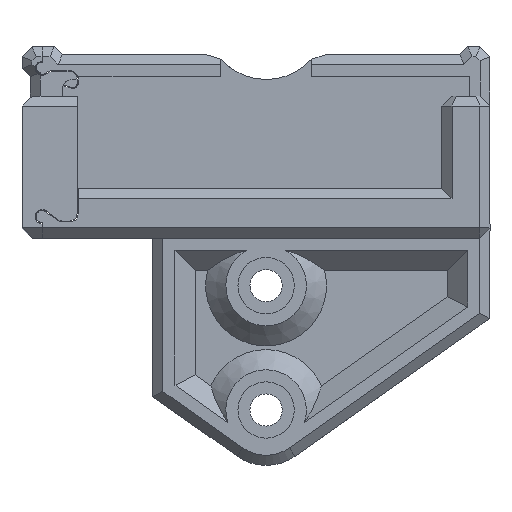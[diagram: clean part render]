
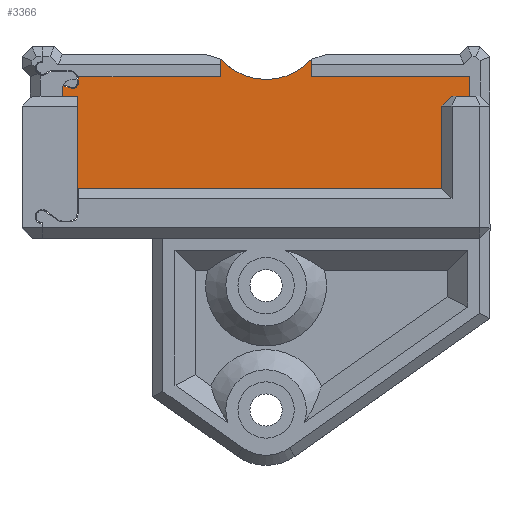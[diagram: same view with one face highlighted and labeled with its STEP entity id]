
A CAD part, top view. The second image highlights one B-rep face of the part: STEP entity #3366.
In plain terms, the highlighted planar face has unit normal (0, 0, 1).
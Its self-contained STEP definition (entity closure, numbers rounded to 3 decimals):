
#113=PLANE('',#3607);
#283=FACE_OUTER_BOUND('',#468,.T.);
#468=EDGE_LOOP('',(#2739,#2740,#2741,#2742,#2743,#2744,#2745,#2746,#2747,
#2748,#2749,#2750,#2751,#2752,#2753,#2754,#2755));
#751=LINE('',#5100,#1165);
#777=LINE('',#5168,#1191);
#782=LINE('',#5179,#1196);
#794=LINE('',#5202,#1208);
#796=LINE('',#5205,#1210);
#797=LINE('',#5206,#1211);
#798=LINE('',#5210,#1212);
#799=LINE('',#5212,#1213);
#800=LINE('',#5214,#1214);
#801=LINE('',#5218,#1215);
#802=LINE('',#5220,#1216);
#803=LINE('',#5221,#1217);
#804=LINE('',#5222,#1218);
#1165=VECTOR('',#4137,10.);
#1191=VECTOR('',#4191,10.);
#1196=VECTOR('',#4198,10.);
#1208=VECTOR('',#4214,10.);
#1210=VECTOR('',#4218,10.);
#1211=VECTOR('',#4219,10.);
#1212=VECTOR('',#4222,10.);
#1213=VECTOR('',#4223,10.);
#1214=VECTOR('',#4224,10.);
#1215=VECTOR('',#4227,10.);
#1216=VECTOR('',#4228,10.);
#1217=VECTOR('',#4229,10.);
#1218=VECTOR('',#4230,10.);
#1431=CIRCLE('',#3586,0.8);
#1436=CIRCLE('',#3600,6.);
#1438=CIRCLE('',#3608,0.5);
#1439=CIRCLE('',#3609,0.5);
#1605=VERTEX_POINT('',#5086);
#1606=VERTEX_POINT('',#5087);
#1610=VERTEX_POINT('',#5098);
#1633=VERTEX_POINT('',#5155);
#1634=VERTEX_POINT('',#5157);
#1636=VERTEX_POINT('',#5164);
#1638=VERTEX_POINT('',#5167);
#1641=VERTEX_POINT('',#5175);
#1643=VERTEX_POINT('',#5178);
#1652=VERTEX_POINT('',#5201);
#1653=VERTEX_POINT('',#5207);
#1654=VERTEX_POINT('',#5209);
#1655=VERTEX_POINT('',#5211);
#1656=VERTEX_POINT('',#5213);
#1657=VERTEX_POINT('',#5215);
#1658=VERTEX_POINT('',#5217);
#1659=VERTEX_POINT('',#5219);
#1989=EDGE_CURVE('',#1605,#1606,#1431,.F.);
#1996=EDGE_CURVE('',#1606,#1610,#751,.T.);
#2023=EDGE_CURVE('',#1633,#1634,#1436,.T.);
#2028=EDGE_CURVE('',#1636,#1638,#777,.T.);
#2033=EDGE_CURVE('',#1641,#1643,#782,.T.);
#2045=EDGE_CURVE('',#1638,#1652,#794,.T.);
#2047=EDGE_CURVE('',#1643,#1633,#796,.T.);
#2048=EDGE_CURVE('',#1605,#1641,#797,.T.);
#2049=EDGE_CURVE('',#1610,#1653,#1438,.T.);
#2050=EDGE_CURVE('',#1653,#1654,#798,.T.);
#2051=EDGE_CURVE('',#1655,#1654,#799,.T.);
#2052=EDGE_CURVE('',#1655,#1656,#800,.T.);
#2053=EDGE_CURVE('',#1656,#1657,#1439,.T.);
#2054=EDGE_CURVE('',#1657,#1658,#801,.T.);
#2055=EDGE_CURVE('',#1659,#1658,#802,.F.);
#2056=EDGE_CURVE('',#1652,#1659,#803,.T.);
#2057=EDGE_CURVE('',#1634,#1636,#804,.T.);
#2739=ORIENTED_EDGE('',*,*,#2023,.F.);
#2740=ORIENTED_EDGE('',*,*,#2047,.F.);
#2741=ORIENTED_EDGE('',*,*,#2033,.F.);
#2742=ORIENTED_EDGE('',*,*,#2048,.F.);
#2743=ORIENTED_EDGE('',*,*,#1989,.T.);
#2744=ORIENTED_EDGE('',*,*,#1996,.T.);
#2745=ORIENTED_EDGE('',*,*,#2049,.T.);
#2746=ORIENTED_EDGE('',*,*,#2050,.T.);
#2747=ORIENTED_EDGE('',*,*,#2051,.F.);
#2748=ORIENTED_EDGE('',*,*,#2052,.T.);
#2749=ORIENTED_EDGE('',*,*,#2053,.T.);
#2750=ORIENTED_EDGE('',*,*,#2054,.T.);
#2751=ORIENTED_EDGE('',*,*,#2055,.F.);
#2752=ORIENTED_EDGE('',*,*,#2056,.F.);
#2753=ORIENTED_EDGE('',*,*,#2045,.F.);
#2754=ORIENTED_EDGE('',*,*,#2028,.F.);
#2755=ORIENTED_EDGE('',*,*,#2057,.F.);
#3366=ADVANCED_FACE('',(#283),#113,.T.);
#3586=AXIS2_PLACEMENT_3D('',#5088,#4125,#4126);
#3600=AXIS2_PLACEMENT_3D('',#5158,#4181,#4182);
#3607=AXIS2_PLACEMENT_3D('',#5204,#4216,#4217);
#3608=AXIS2_PLACEMENT_3D('',#5208,#4220,#4221);
#3609=AXIS2_PLACEMENT_3D('',#5216,#4225,#4226);
#4125=DIRECTION('center_axis',(0.,0.,
1.));
#4126=DIRECTION('ref_axis',(0.707,0.707,0.));
#4137=DIRECTION('',(0.,-1.,0.));
#4181=DIRECTION('center_axis',(0.,0.,
1.));
#4182=DIRECTION('ref_axis',(-1.,0.,0.));
#4191=DIRECTION('',(0.,-1.,0.));
#4198=DIRECTION('',(0.,1.,0.));
#4214=DIRECTION('',(1.,0.,0.));
#4216=DIRECTION('center_axis',(0.,0.,
1.));
#4217=DIRECTION('ref_axis',(1.,0.,0.));
#4218=DIRECTION('',(0.949,-0.315,0.));
#4219=DIRECTION('',(1.,0.,0.));
#4220=DIRECTION('center_axis',(0.,0.,
-1.));
#4221=DIRECTION('ref_axis',(-0.297,-0.955,0.));
#4222=DIRECTION('',(-0.955,0.297,0.));
#4223=DIRECTION('',(0.,1.,0.));
#4224=DIRECTION('',(0.953,0.304,0.));
#4225=DIRECTION('center_axis',(0.,0.,
-1.));
#4226=DIRECTION('ref_axis',(1.,0.,0.));
#4227=DIRECTION('',(0.,-1.,0.));
#4228=DIRECTION('',(1.,0.,0.));
#4229=DIRECTION('',(0.,-1.,0.));
#4230=DIRECTION('',(0.949,0.315,0.));
#5086=CARTESIAN_POINT('',(-18.7,15.595,1.05));
#5087=CARTESIAN_POINT('',(-18.675,15.395,1.05));
#5088=CARTESIAN_POINT('Origin',(-19.475,15.395,1.05));
#5098=CARTESIAN_POINT('',(-18.675,14.932,1.05));
#5100=CARTESIAN_POINT('',(-18.675,12.986,1.05));
#5155=CARTESIAN_POINT('',(-4.469,17.327,1.05));
#5157=CARTESIAN_POINT('',(4.469,17.327,1.05));
#5158=CARTESIAN_POINT('Origin',(0.,21.33,1.05));
#5164=CARTESIAN_POINT('',(4.535,17.349,1.05));
#5167=CARTESIAN_POINT('',(4.535,15.595,1.05));
#5168=CARTESIAN_POINT('',(4.535,17.858,1.05));
#5175=CARTESIAN_POINT('',(-4.535,15.595,1.05));
#5178=CARTESIAN_POINT('',(-4.535,17.349,1.05));
#5179=CARTESIAN_POINT('',(-4.535,12.802,1.05));
#5201=CARTESIAN_POINT('',(20.245,15.595,1.05));
#5202=CARTESIAN_POINT('',(-10.102,15.595,1.05));
#5204=CARTESIAN_POINT('Origin',(0.014,9.075,1.05));
#5205=CARTESIAN_POINT('',(-1.192,16.24,1.05));
#5206=CARTESIAN_POINT('',(-10.102,15.595,1.05));
#5207=CARTESIAN_POINT('',(-19.324,14.454,1.05));
#5208=CARTESIAN_POINT('Origin',(-19.175,14.932,1.05));
#5209=CARTESIAN_POINT('',(-20.217,14.732,1.05));
#5210=CARTESIAN_POINT('',(-9.745,11.474,1.05));
#5211=CARTESIAN_POINT('',(-20.217,3.422,1.05));
#5212=CARTESIAN_POINT('',(-20.217,5.815,1.05));
#5213=CARTESIAN_POINT('',(-19.327,3.706,1.05));
#5214=CARTESIAN_POINT('',(-10.385,6.56,1.05));
#5215=CARTESIAN_POINT('',(-18.675,3.23,1.05));
#5216=CARTESIAN_POINT('Origin',(-19.175,3.23,1.05));
#5217=CARTESIAN_POINT('',(-18.675,2.565,1.05));
#5218=CARTESIAN_POINT('',(-18.675,6.153,1.05));
#5219=CARTESIAN_POINT('',(20.245,2.565,1.05));
#5220=CARTESIAN_POINT('',(-10.116,2.565,1.05));
#5221=CARTESIAN_POINT('',(20.245,12.335,1.05));
#5222=CARTESIAN_POINT('',(1.205,16.244,1.05));
